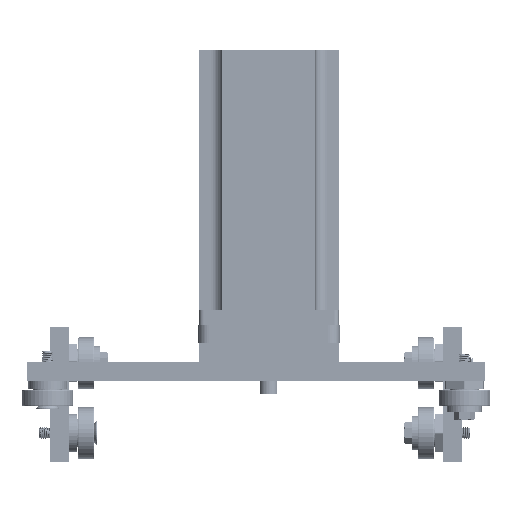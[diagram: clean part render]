
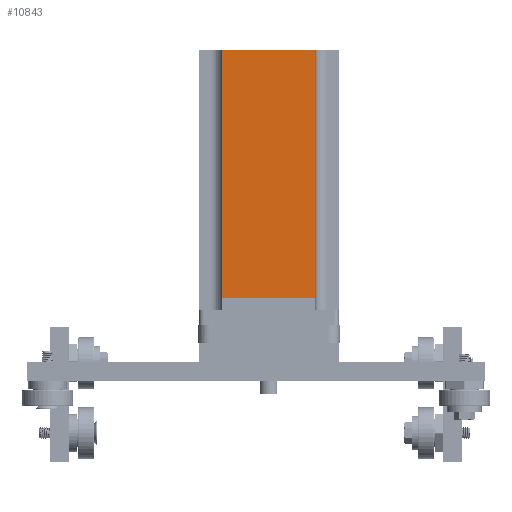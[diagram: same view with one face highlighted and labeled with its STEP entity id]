
A CAD part, left-side view. The second image highlights one B-rep face of the part: STEP entity #10843.
In plain terms, the highlighted planar face has unit normal (-1, 0, 0).
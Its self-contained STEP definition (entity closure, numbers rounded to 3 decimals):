
#1127=PLANE('',#11967);
#1678=FACE_OUTER_BOUND('',#2390,.T.);
#2390=EDGE_LOOP('',(#9745,#9746,#9747,#9748));
#3188=LINE('',#30103,#4053);
#3190=LINE('',#30107,#4055);
#3191=LINE('',#30109,#4056);
#3192=LINE('',#30110,#4057);
#4053=VECTOR('',#14554,10.);
#4055=VECTOR('',#14558,10.);
#4056=VECTOR('',#14559,10.);
#4057=VECTOR('',#14560,10.);
#5445=VERTEX_POINT('',#30100);
#5446=VERTEX_POINT('',#30102);
#5447=VERTEX_POINT('',#30106);
#5448=VERTEX_POINT('',#30108);
#6896=EDGE_CURVE('',#5446,#5445,#3188,.T.);
#6898=EDGE_CURVE('',#5447,#5445,#3190,.T.);
#6899=EDGE_CURVE('',#5448,#5447,#3191,.T.);
#6900=EDGE_CURVE('',#5446,#5448,#3192,.T.);
#9745=ORIENTED_EDGE('',*,*,#6898,.F.);
#9746=ORIENTED_EDGE('',*,*,#6899,.F.);
#9747=ORIENTED_EDGE('',*,*,#6900,.F.);
#9748=ORIENTED_EDGE('',*,*,#6896,.T.);
#10843=ADVANCED_FACE('',(#1678),#1127,.T.);
#11967=AXIS2_PLACEMENT_3D('',#30105,#14556,#14557);
#14554=DIRECTION('',(0.,0.,-1.));
#14556=DIRECTION('center_axis',(-1.,0.,0.));
#14557=DIRECTION('ref_axis',(0.,1.,0.));
#14558=DIRECTION('',(0.,1.,0.));
#14559=DIRECTION('',(0.,0.,-1.));
#14560=DIRECTION('',(0.,-1.,0.));
#30100=CARTESIAN_POINT('',(-30.,20.,11.3));
#30102=CARTESIAN_POINT('',(-30.,20.,118.));
#30103=CARTESIAN_POINT('',(-30.,20.,118.));
#30105=CARTESIAN_POINT('Origin',(-30.,-20.,118.));
#30106=CARTESIAN_POINT('',(-30.,-20.,11.3));
#30107=CARTESIAN_POINT('',(-30.,-10.,11.3));
#30108=CARTESIAN_POINT('',(-30.,-20.,118.));
#30109=CARTESIAN_POINT('',(-30.,-20.,118.));
#30110=CARTESIAN_POINT('',(-30.,10.,118.));
